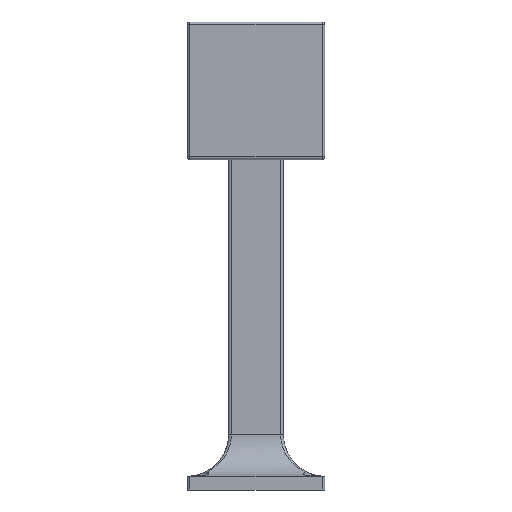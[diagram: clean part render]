
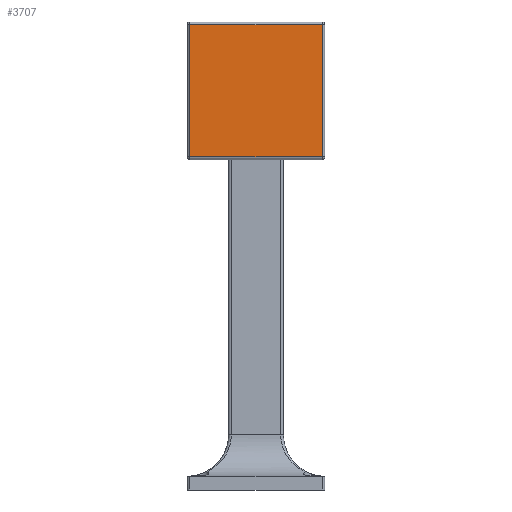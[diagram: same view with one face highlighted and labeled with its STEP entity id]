
A CAD part, left-side view. The second image highlights one B-rep face of the part: STEP entity #3707.
In plain terms, the highlighted planar face has unit normal (-1, 0, 0).
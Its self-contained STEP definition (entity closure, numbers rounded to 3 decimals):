
#91=PLANE('',#3993);
#194=FACE_OUTER_BOUND('',#410,.T.);
#410=EDGE_LOOP('',(#2578,#2579,#2580,#2581));
#1006=LINE('',#7814,#1194);
#1008=LINE('',#7824,#1196);
#1013=LINE('',#7838,#1201);
#1015=LINE('',#7841,#1203);
#1194=VECTOR('',#4407,10.);
#1196=VECTOR('',#4419,10.);
#1201=VECTOR('',#4436,10.);
#1203=VECTOR('',#4440,10.);
#1444=VERTEX_POINT('',#7777);
#1454=VERTEX_POINT('',#7805);
#1456=VERTEX_POINT('',#7817);
#1461=VERTEX_POINT('',#7833);
#1888=EDGE_CURVE('',#1444,#1454,#1006,.T.);
#1893=EDGE_CURVE('',#1456,#1444,#1008,.T.);
#1901=EDGE_CURVE('',#1454,#1461,#1013,.T.);
#1903=EDGE_CURVE('',#1461,#1456,#1015,.T.);
#2578=ORIENTED_EDGE('',*,*,#1888,.F.);
#2579=ORIENTED_EDGE('',*,*,#1893,.F.);
#2580=ORIENTED_EDGE('',*,*,#1903,.F.);
#2581=ORIENTED_EDGE('',*,*,#1901,.F.);
#3707=ADVANCED_FACE('',(#194),#91,.T.);
#3993=AXIS2_PLACEMENT_3D('',#8096,#4459,#4460);
#4407=DIRECTION('',(0.,1.,0.));
#4419=DIRECTION('',(0.,0.,-1.));
#4436=DIRECTION('',(0.,0.,1.));
#4440=DIRECTION('',(0.,-1.,0.));
#4459=DIRECTION('center_axis',(-1.,0.,0.));
#4460=DIRECTION('ref_axis',(0.,-1.,0.));
#7777=CARTESIAN_POINT('',(-50.,-48.,2.));
#7805=CARTESIAN_POINT('',(-50.,48.,2.));
#7814=CARTESIAN_POINT('',(-50.,25.,2.));
#7817=CARTESIAN_POINT('',(-50.,-48.,98.));
#7824=CARTESIAN_POINT('',(-50.,-48.,0.));
#7833=CARTESIAN_POINT('',(-50.,48.,98.));
#7838=CARTESIAN_POINT('',(-50.,48.,0.));
#7841=CARTESIAN_POINT('',(-50.,25.,98.));
#8096=CARTESIAN_POINT('Origin',(-50.,50.,0.));
